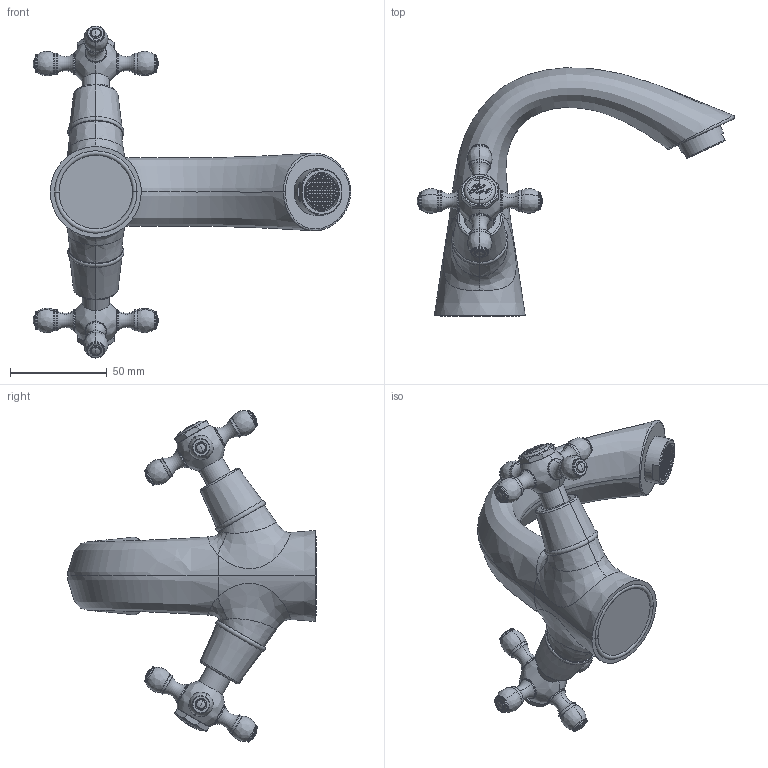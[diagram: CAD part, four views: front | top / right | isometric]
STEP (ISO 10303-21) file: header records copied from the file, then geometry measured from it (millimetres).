
FILE_DESCRIPTION((''),'2;1');
FILE_NAME('BASIN_MIXER_1L164100CP-FEU12_AS_ASM','2020-07-02T',('hzwu'),(''),'CREO PARAMETRIC BY PTC INC, 2015480','CREO PARAMETRIC BY PTC INC, 2015480','');
FILE_SCHEMA(('AUTOMOTIVE_DESIGN { 1 0 10303 214 1 1 1 1 }'));
Products named in the file (17): MSBR-15; MSBR-14; MSBR-13; MSBR-12; MSBR-11; MSBR-10; MSBR-9; MSBR-8; MSBR-7; MSBR-6; MSBR-5; MSBR-4; MSBR-3; MSBR-2; MSBR-1; _BASIN_MIXER_1L164100CP-FEU12_A; BASIN_MIXER_1L164100CP-FEU12_AS_ASM
Assembly tree (16 placements, depth 2):
  BASIN_MIXER_1L164100CP-FEU12_AS_ASM
    MSBR-15
    MSBR-14
    MSBR-13
    MSBR-12
    MSBR-11
    MSBR-10
    MSBR-9
    MSBR-8
    MSBR-7
    MSBR-6
    MSBR-5
    MSBR-4
    MSBR-3
    MSBR-2
    MSBR-1
    _BASIN_MIXER_1L164100CP-FEU12_A
Bounding box: 164.07 x 128.32 x 171.62 mm (x, y, z)
Volume: 265200.2 mm3; surface area: 68795.2 mm2
Topology: 15 solids, 15 shells, 2377 faces, 6358 edges, 4134 vertices
Faces by surface type: plane 1582, cylinder 348, torus 162, cone 107, bspline 96, extrusion 49, sphere 33
Entity records: 103828 total; most frequent: CARTESIAN_POINT 36868, ORIENTED_EDGE 12664, DIRECTION 11395, EDGE_CURVE 6332, VECTOR 4415, LINE 4366, VERTEX_POINT 4134, AXIS2_PLACEMENT_3D 3490
